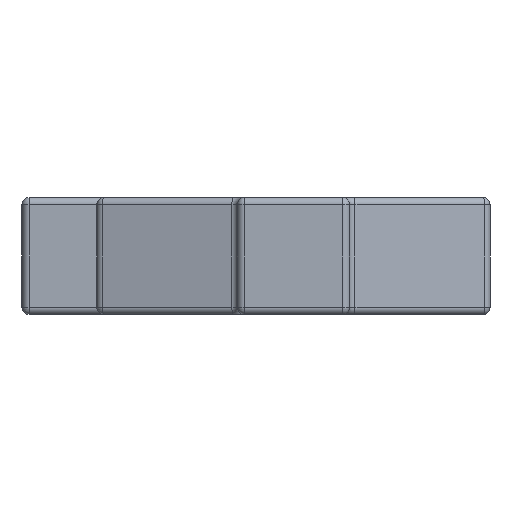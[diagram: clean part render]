
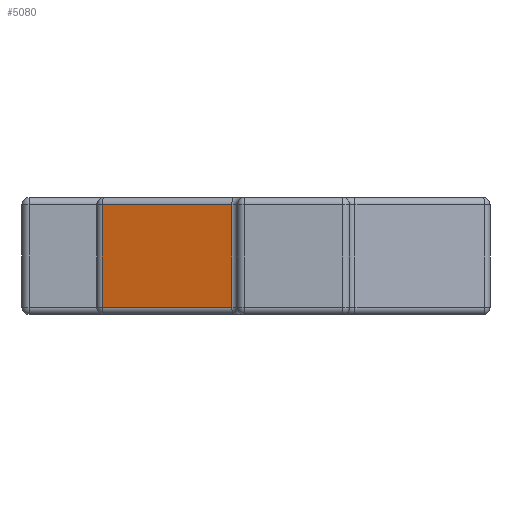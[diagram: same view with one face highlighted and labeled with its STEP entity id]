
A CAD part, front view. The second image highlights one B-rep face of the part: STEP entity #5080.
In plain terms, the highlighted planar face has unit normal (-0.232, -0.973, 0).
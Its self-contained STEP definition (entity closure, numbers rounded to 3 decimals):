
#3337 = CYLINDRICAL_SURFACE('',#3338,0.15);
#3338 = AXIS2_PLACEMENT_3D('',#3339,#3340,#3341);
#3339 = CARTESIAN_POINT('',(-4.05,-0.282,0.));
#3340 = DIRECTION('',(0.,0.,1.));
#3341 = DIRECTION('',(-0.232,-0.973,0.));
#3497 = CYLINDRICAL_SURFACE('',#3498,0.15);
#3498 = AXIS2_PLACEMENT_3D('',#3499,#3500,#3501);
#3499 = CARTESIAN_POINT('',(-1.165,-0.969,0.15));
#3500 = DIRECTION('',(-0.973,0.232,0.));
#3501 = DIRECTION('',(-0.232,-0.973,-0.));
#3721 = CYLINDRICAL_SURFACE('',#3722,0.15);
#3722 = AXIS2_PLACEMENT_3D('',#3723,#3724,#3725);
#3723 = CARTESIAN_POINT('',(-1.165,-0.969,2.35));
#3724 = DIRECTION('',(-0.973,0.232,0.));
#3725 = DIRECTION('',(-0.232,-0.973,-0.));
#4065 = EDGE_CURVE('',#4066,#4068,#4070,.T.);
#4066 = VERTEX_POINT('',#4067);
#4067 = CARTESIAN_POINT('',(-4.085,-0.427,0.15));
#4068 = VERTEX_POINT('',#4069);
#4069 = CARTESIAN_POINT('',(-4.085,-0.427,2.35));
#4070 = SURFACE_CURVE('',#4071,(#4075,#4082),.PCURVE_S1.);
#4071 = LINE('',#4072,#4073);
#4072 = CARTESIAN_POINT('',(-4.085,-0.427,0.));
#4073 = VECTOR('',#4074,1.);
#4074 = DIRECTION('',(0.,0.,1.));
#4075 = PCURVE('',#3337,#4076);
#4076 = DEFINITIONAL_REPRESENTATION('',(#4077),#4081);
#4077 = LINE('',#4078,#4079);
#4078 = CARTESIAN_POINT('',(-0.,0.));
#4079 = VECTOR('',#4080,1.);
#4080 = DIRECTION('',(-0.,1.));
#4081 = ( GEOMETRIC_REPRESENTATION_CONTEXT(2) 
PARAMETRIC_REPRESENTATION_CONTEXT() REPRESENTATION_CONTEXT('2D SPACE',''
  ) );
#4082 = PCURVE('',#4083,#4088);
#4083 = PLANE('',#4084);
#4084 = AXIS2_PLACEMENT_3D('',#4085,#4086,#4087);
#4085 = CARTESIAN_POINT('',(-1.2,-1.115,0.));
#4086 = DIRECTION('',(-0.232,-0.973,0.));
#4087 = DIRECTION('',(-0.973,0.232,0.));
#4088 = DEFINITIONAL_REPRESENTATION('',(#4089),#4093);
#4089 = LINE('',#4090,#4091);
#4090 = CARTESIAN_POINT('',(2.965,0.));
#4091 = VECTOR('',#4092,1.);
#4092 = DIRECTION('',(0.,-1.));
#4093 = ( GEOMETRIC_REPRESENTATION_CONTEXT(2) 
PARAMETRIC_REPRESENTATION_CONTEXT() REPRESENTATION_CONTEXT('2D SPACE',''
  ) );
#4194 = VERTEX_POINT('',#4195);
#4195 = CARTESIAN_POINT('',(-1.315,-1.087,0.15));
#4217 = EDGE_CURVE('',#4194,#4066,#4218,.T.);
#4218 = SURFACE_CURVE('',#4219,(#4223,#4230),.PCURVE_S1.);
#4219 = LINE('',#4220,#4221);
#4220 = CARTESIAN_POINT('',(-1.2,-1.115,0.15));
#4221 = VECTOR('',#4222,1.);
#4222 = DIRECTION('',(-0.973,0.232,0.));
#4223 = PCURVE('',#3497,#4224);
#4224 = DEFINITIONAL_REPRESENTATION('',(#4225),#4229);
#4225 = LINE('',#4226,#4227);
#4226 = CARTESIAN_POINT('',(-0.,0.));
#4227 = VECTOR('',#4228,1.);
#4228 = DIRECTION('',(-0.,1.));
#4229 = ( GEOMETRIC_REPRESENTATION_CONTEXT(2) 
PARAMETRIC_REPRESENTATION_CONTEXT() REPRESENTATION_CONTEXT('2D SPACE',''
  ) );
#4230 = PCURVE('',#4083,#4231);
#4231 = DEFINITIONAL_REPRESENTATION('',(#4232),#4236);
#4232 = LINE('',#4233,#4234);
#4233 = CARTESIAN_POINT('',(0.,-0.15));
#4234 = VECTOR('',#4235,1.);
#4235 = DIRECTION('',(1.,0.));
#4236 = ( GEOMETRIC_REPRESENTATION_CONTEXT(2) 
PARAMETRIC_REPRESENTATION_CONTEXT() REPRESENTATION_CONTEXT('2D SPACE',''
  ) );
#4354 = CYLINDRICAL_SURFACE('',#4355,0.15);
#4355 = AXIS2_PLACEMENT_3D('',#4356,#4357,#4358);
#4356 = CARTESIAN_POINT('',(-1.35,-1.233,0.));
#4357 = DIRECTION('',(0.,0.,1.));
#4358 = DIRECTION('',(1.,0.,-0.));
#4614 = VERTEX_POINT('',#4615);
#4615 = CARTESIAN_POINT('',(-1.315,-1.087,2.35));
#4637 = EDGE_CURVE('',#4614,#4068,#4638,.T.);
#4638 = SURFACE_CURVE('',#4639,(#4643,#4650),.PCURVE_S1.);
#4639 = LINE('',#4640,#4641);
#4640 = CARTESIAN_POINT('',(-1.2,-1.115,2.35));
#4641 = VECTOR('',#4642,1.);
#4642 = DIRECTION('',(-0.973,0.232,0.));
#4643 = PCURVE('',#3721,#4644);
#4644 = DEFINITIONAL_REPRESENTATION('',(#4645),#4649);
#4645 = LINE('',#4646,#4647);
#4646 = CARTESIAN_POINT('',(0.,0.));
#4647 = VECTOR('',#4648,1.);
#4648 = DIRECTION('',(0.,1.));
#4649 = ( GEOMETRIC_REPRESENTATION_CONTEXT(2) 
PARAMETRIC_REPRESENTATION_CONTEXT() REPRESENTATION_CONTEXT('2D SPACE',''
  ) );
#4650 = PCURVE('',#4083,#4651);
#4651 = DEFINITIONAL_REPRESENTATION('',(#4652),#4656);
#4652 = LINE('',#4653,#4654);
#4653 = CARTESIAN_POINT('',(0.,-2.35));
#4654 = VECTOR('',#4655,1.);
#4655 = DIRECTION('',(1.,0.));
#4656 = ( GEOMETRIC_REPRESENTATION_CONTEXT(2) 
PARAMETRIC_REPRESENTATION_CONTEXT() REPRESENTATION_CONTEXT('2D SPACE',''
  ) );
#5080 = ADVANCED_FACE('',(#5081),#4083,.T.);
#5081 = FACE_BOUND('',#5082,.T.);
#5082 = EDGE_LOOP('',(#5083,#5104,#5105,#5106));
#5083 = ORIENTED_EDGE('',*,*,#5084,.T.);
#5084 = EDGE_CURVE('',#4194,#4614,#5085,.T.);
#5085 = SURFACE_CURVE('',#5086,(#5090,#5097),.PCURVE_S1.);
#5086 = LINE('',#5087,#5088);
#5087 = CARTESIAN_POINT('',(-1.315,-1.087,0.));
#5088 = VECTOR('',#5089,1.);
#5089 = DIRECTION('',(0.,0.,1.));
#5090 = PCURVE('',#4083,#5091);
#5091 = DEFINITIONAL_REPRESENTATION('',(#5092),#5096);
#5092 = LINE('',#5093,#5094);
#5093 = CARTESIAN_POINT('',(0.118,0.));
#5094 = VECTOR('',#5095,1.);
#5095 = DIRECTION('',(0.,-1.));
#5096 = ( GEOMETRIC_REPRESENTATION_CONTEXT(2) 
PARAMETRIC_REPRESENTATION_CONTEXT() REPRESENTATION_CONTEXT('2D SPACE',''
  ) );
#5097 = PCURVE('',#4354,#5098);
#5098 = DEFINITIONAL_REPRESENTATION('',(#5099),#5103);
#5099 = LINE('',#5100,#5101);
#5100 = CARTESIAN_POINT('',(1.337,0.));
#5101 = VECTOR('',#5102,1.);
#5102 = DIRECTION('',(0.,1.));
#5103 = ( GEOMETRIC_REPRESENTATION_CONTEXT(2) 
PARAMETRIC_REPRESENTATION_CONTEXT() REPRESENTATION_CONTEXT('2D SPACE',''
  ) );
#5104 = ORIENTED_EDGE('',*,*,#4637,.T.);
#5105 = ORIENTED_EDGE('',*,*,#4065,.F.);
#5106 = ORIENTED_EDGE('',*,*,#4217,.F.);
